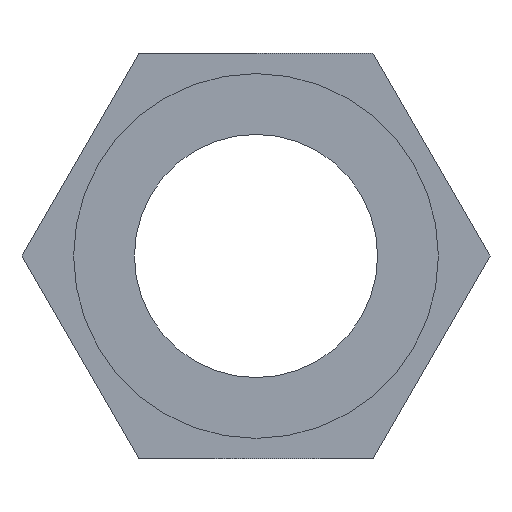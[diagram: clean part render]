
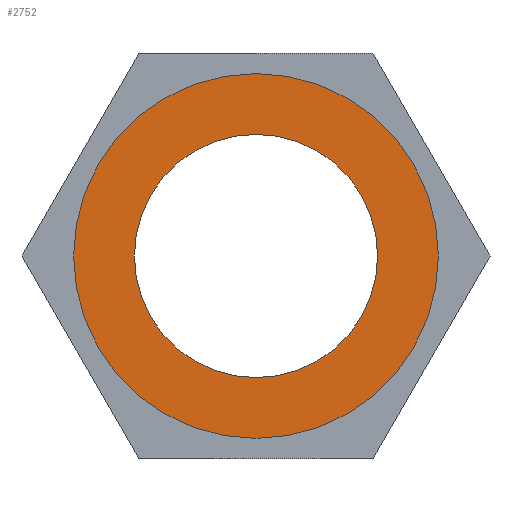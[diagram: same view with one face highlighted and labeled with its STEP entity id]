
A CAD part, left-side view. The second image highlights one B-rep face of the part: STEP entity #2752.
In plain terms, the highlighted planar face has unit normal (-1, 0, 0).
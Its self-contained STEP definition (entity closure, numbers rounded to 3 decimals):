
#6 = AXIS2_PLACEMENT_3D ( 'NONE', #3783, #3807, #3711 ) ;
#169 = FACE_OUTER_BOUND ( 'NONE', #1350, .T. ) ;
#191 = AXIS2_PLACEMENT_3D ( 'NONE', #4894, #1147, #5281 ) ;
#225 = DIRECTION ( 'NONE',  ( 0., 0., 1. ) ) ;
#232 = DIRECTION ( 'NONE',  ( 0., 0., -1. ) ) ;
#263 = EDGE_CURVE ( 'NONE', #3311, #1598, #2347, .T. ) ;
#556 = ORIENTED_EDGE ( 'NONE', *, *, #657, .T. ) ;
#617 = CIRCLE ( 'NONE', #6, 6.75 ) ;
#657 = EDGE_CURVE ( 'NONE', #4929, #1865, #2159, .T. ) ;
#670 = CARTESIAN_POINT ( 'NONE',  ( 0., 0., -4.5 ) ) ;
#705 = CARTESIAN_POINT ( 'NONE',  ( 0., 0., 0. ) ) ;
#1071 = ORIENTED_EDGE ( 'NONE', *, *, #2369, .T. ) ;
#1147 = DIRECTION ( 'NONE',  ( 1., 0., 0. ) ) ;
#1200 = DIRECTION ( 'NONE',  ( 0., 0., -1. ) ) ;
#1350 = EDGE_LOOP ( 'NONE', ( #1071, #556 ) ) ;
#1552 = CARTESIAN_POINT ( 'NONE',  ( 0., 0., 4.5 ) ) ;
#1598 = VERTEX_POINT ( 'NONE', #670 ) ;
#1765 = EDGE_LOOP ( 'NONE', ( #5345, #5377 ) ) ;
#1815 = PLANE ( 'NONE',  #4370 ) ;
#1865 = VERTEX_POINT ( 'NONE', #4819 ) ;
#2159 = CIRCLE ( 'NONE', #4011, 6.75 ) ;
#2347 = CIRCLE ( 'NONE', #3582, 4.5 ) ;
#2369 = EDGE_CURVE ( 'NONE', #1865, #4929, #617, .T. ) ;
#2522 = CIRCLE ( 'NONE', #191, 4.5 ) ;
#2691 = CARTESIAN_POINT ( 'NONE',  ( 0., 0., -6.75 ) ) ;
#2752 = ADVANCED_FACE ( 'NONE', ( #3433, #169 ), #1815, .F. ) ;
#3076 = CARTESIAN_POINT ( 'NONE',  ( 0., 0., 0. ) ) ;
#3281 = EDGE_CURVE ( 'NONE', #1598, #3311, #2522, .T. ) ;
#3311 = VERTEX_POINT ( 'NONE', #1552 ) ;
#3433 = FACE_BOUND ( 'NONE', #1765, .T. ) ;
#3582 = AXIS2_PLACEMENT_3D ( 'NONE', #705, #4413, #1200 ) ;
#3711 = DIRECTION ( 'NONE',  ( 0., 0., 1. ) ) ;
#3783 = CARTESIAN_POINT ( 'NONE',  ( 0., 0., 0. ) ) ;
#3807 = DIRECTION ( 'NONE',  ( -1., 0., 0. ) ) ;
#3869 = DIRECTION ( 'NONE',  ( 1., 0., 0. ) ) ;
#4011 = AXIS2_PLACEMENT_3D ( 'NONE', #3076, #4333, #225 ) ;
#4333 = DIRECTION ( 'NONE',  ( -1., 0., 0. ) ) ;
#4370 = AXIS2_PLACEMENT_3D ( 'NONE', #5090, #3869, #232 ) ;
#4413 = DIRECTION ( 'NONE',  ( 1., 0., 0. ) ) ;
#4819 = CARTESIAN_POINT ( 'NONE',  ( 0., 0., 6.75 ) ) ;
#4894 = CARTESIAN_POINT ( 'NONE',  ( 0., 0., 0. ) ) ;
#4929 = VERTEX_POINT ( 'NONE', #2691 ) ;
#5090 = CARTESIAN_POINT ( 'NONE',  ( 0., 0., 0. ) ) ;
#5281 = DIRECTION ( 'NONE',  ( 0., 0., -1. ) ) ;
#5345 = ORIENTED_EDGE ( 'NONE', *, *, #263, .T. ) ;
#5377 = ORIENTED_EDGE ( 'NONE', *, *, #3281, .T. ) ;
